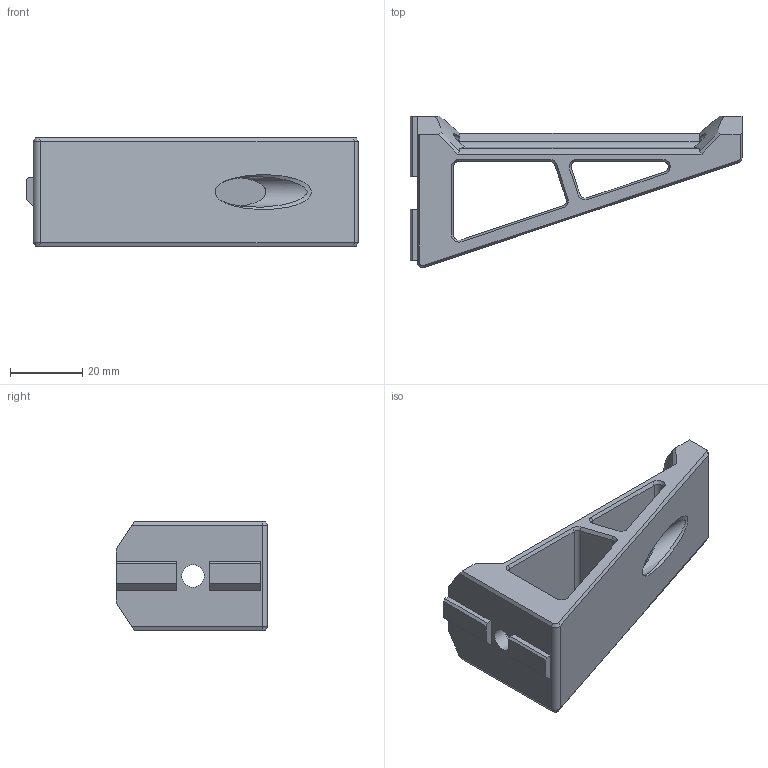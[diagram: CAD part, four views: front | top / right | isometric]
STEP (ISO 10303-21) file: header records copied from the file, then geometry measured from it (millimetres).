
FILE_DESCRIPTION(/* description */ (''),/* implementation_level */ '2;1');
FILE_NAME(/* name */ '3030_spool_holder.step',/* time_stamp */ '2022-10-19T16:33:53+01:00',/* author */ (''),/* organization */ (''),/* preprocessor_version */ 'ST-DEVELOPER v19',/* originating_system */ 'Autodesk Translation Framework v11.7.0.108',/* authorisation */ '');
FILE_SCHEMA (('AUTOMOTIVE_DESIGN { 1 0 10303 214 3 1 1 }'));
Length unit declared in the file: millimetre
Products named in the file (1): enclosure2_spool_holder
Bounding box: 92 x 41.92 x 30 mm (x, y, z)
Volume: 34938.9 mm3; surface area: 14704.6 mm2
Topology: 1 solids, 1 shells, 132 faces, 346 edges, 215 vertices
Faces by surface type: plane 66, cone 26, bspline 21, cylinder 19
Full cylindrical faces by diameter (mm): 4.3 x2, 6.3 x1, 8.5 x1, 11 x1
Entity records: 4788 total; most frequent: CARTESIAN_POINT 1686, ORIENTED_EDGE 692, DIRECTION 555, EDGE_CURVE 346, VERTEX_POINT 215, LINE 195, VECTOR 195, AXIS2_PLACEMENT_3D 180
